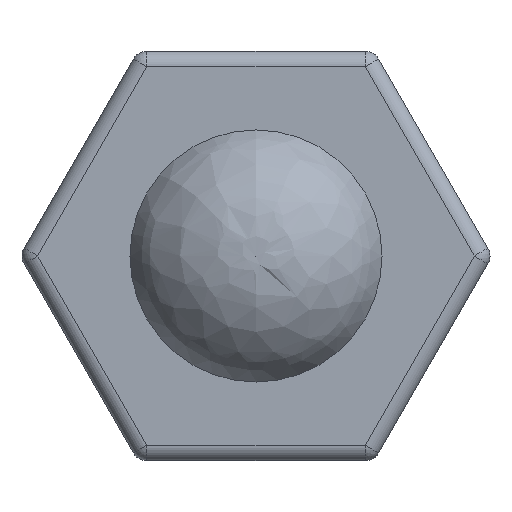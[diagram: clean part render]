
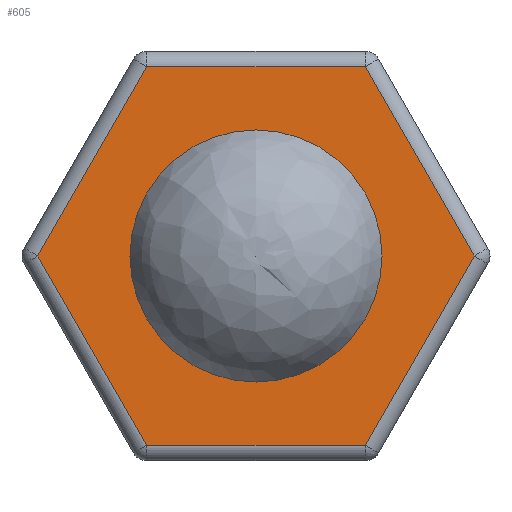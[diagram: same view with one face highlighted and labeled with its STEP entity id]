
A CAD part, left-side view. The second image highlights one B-rep face of the part: STEP entity #605.
In plain terms, the highlighted planar face has unit normal (-1, 0, 0).
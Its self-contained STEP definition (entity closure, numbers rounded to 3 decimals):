
#18=FACE_BOUND('',#208,.T.);
#26=PLANE('',#705);
#58=LINE('',#1070,#97);
#59=LINE('',#1072,#98);
#60=LINE('',#1074,#99);
#61=LINE('',#1076,#100);
#62=LINE('',#1078,#101);
#63=LINE('',#1080,#102);
#97=VECTOR('',#888,10.);
#98=VECTOR('',#891,10.);
#99=VECTOR('',#894,10.);
#100=VECTOR('',#897,10.);
#101=VECTOR('',#900,10.);
#102=VECTOR('',#903,10.);
#163=FACE_OUTER_BOUND('',#207,.T.);
#207=EDGE_LOOP('',(#527,#528,#529,#530,#531,#532));
#208=EDGE_LOOP('',(#533,#534));
#251=CIRCLE('',#706,4.);
#252=CIRCLE('',#707,4.);
#264=VERTEX_POINT('',#948);
#273=VERTEX_POINT('',#978);
#279=VERTEX_POINT('',#1000);
#285=VERTEX_POINT('',#1022);
#291=VERTEX_POINT('',#1044);
#294=VERTEX_POINT('',#1061);
#296=VERTEX_POINT('',#1082);
#297=VERTEX_POINT('',#1083);
#371=EDGE_CURVE('',#294,#264,#58,.T.);
#372=EDGE_CURVE('',#285,#291,#59,.T.);
#373=EDGE_CURVE('',#279,#285,#60,.T.);
#374=EDGE_CURVE('',#273,#279,#61,.T.);
#375=EDGE_CURVE('',#264,#273,#62,.T.);
#376=EDGE_CURVE('',#291,#294,#63,.T.);
#377=EDGE_CURVE('',#296,#297,#251,.T.);
#378=EDGE_CURVE('',#297,#296,#252,.T.);
#527=ORIENTED_EDGE('',*,*,#372,.F.);
#528=ORIENTED_EDGE('',*,*,#373,.F.);
#529=ORIENTED_EDGE('',*,*,#374,.F.);
#530=ORIENTED_EDGE('',*,*,#375,.F.);
#531=ORIENTED_EDGE('',*,*,#371,.F.);
#532=ORIENTED_EDGE('',*,*,#376,.F.);
#533=ORIENTED_EDGE('',*,*,#377,.T.);
#534=ORIENTED_EDGE('',*,*,#378,.T.);
#605=ADVANCED_FACE('',(#163,#18),#26,.F.);
#705=AXIS2_PLACEMENT_3D('',#1081,#904,#905);
#706=AXIS2_PLACEMENT_3D('',#1084,#906,#907);
#707=AXIS2_PLACEMENT_3D('',#1085,#908,#909);
#888=DIRECTION('',(0.,-0.5,-0.866));
#891=DIRECTION('',(0.,-0.5,0.866));
#894=DIRECTION('',(0.,0.5,0.866));
#897=DIRECTION('',(0.,1.,0.));
#900=DIRECTION('',(0.,0.5,-0.866));
#903=DIRECTION('',(0.,-1.,0.));
#904=DIRECTION('center_axis',(1.,0.,0.));
#905=DIRECTION('ref_axis',(0.,0.,-1.));
#906=DIRECTION('center_axis',(1.,0.,0.));
#907=DIRECTION('ref_axis',(0.,1.,0.));
#908=DIRECTION('center_axis',(1.,0.,0.));
#909=DIRECTION('ref_axis',(0.,1.,0.));
#948=CARTESIAN_POINT('',(22.,-6.928,0.));
#978=CARTESIAN_POINT('',(22.,-3.464,-6.));
#1000=CARTESIAN_POINT('',(22.,3.464,-6.));
#1022=CARTESIAN_POINT('',(22.,6.928,0.));
#1044=CARTESIAN_POINT('',(22.,3.464,6.));
#1061=CARTESIAN_POINT('',(22.,-3.464,6.));
#1070=CARTESIAN_POINT('',(22.,-4.258,4.625));
#1072=CARTESIAN_POINT('',(22.,6.134,1.375));
#1074=CARTESIAN_POINT('',(22.,4.258,-4.625));
#1076=CARTESIAN_POINT('',(22.,-1.876,-6.));
#1078=CARTESIAN_POINT('',(22.,-6.134,-1.375));
#1080=CARTESIAN_POINT('',(22.,1.876,6.));
#1081=CARTESIAN_POINT('Origin',(22.,0.,0.));
#1082=CARTESIAN_POINT('',(22.,4.,0.));
#1083=CARTESIAN_POINT('',(22.,-4.,0.));
#1084=CARTESIAN_POINT('Origin',(22.,0.,0.));
#1085=CARTESIAN_POINT('Origin',(22.,0.,0.));
